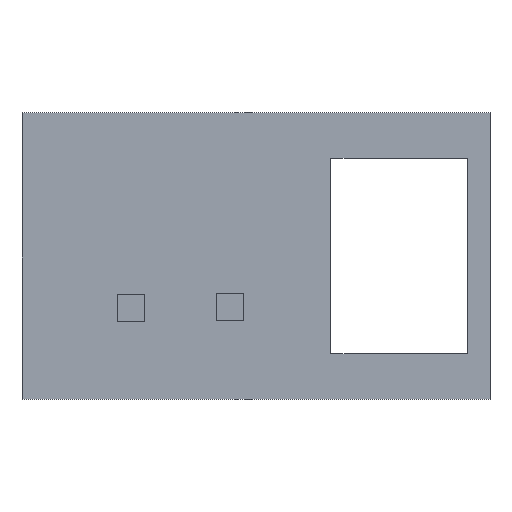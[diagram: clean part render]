
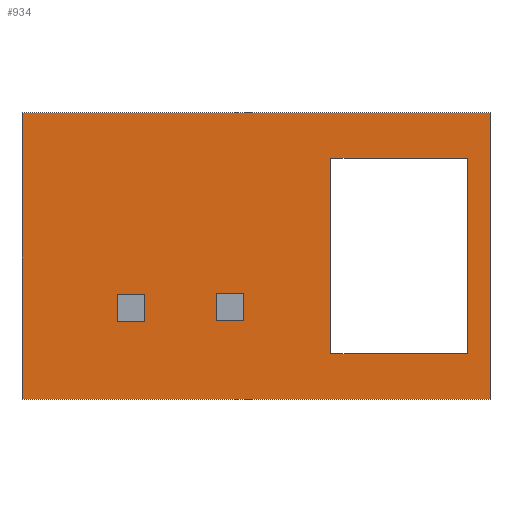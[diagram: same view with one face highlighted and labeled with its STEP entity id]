
A CAD part, top view. The second image highlights one B-rep face of the part: STEP entity #934.
In plain terms, the highlighted planar face has unit normal (0, 0, 1).
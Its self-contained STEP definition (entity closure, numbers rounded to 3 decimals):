
#6 = VERTEX_POINT ( 'NONE', #309 ) ;
#15 = EDGE_CURVE ( 'NONE', #632, #657, #319, .T. ) ;
#26 = LINE ( 'NONE', #43, #516 ) ;
#41 = VECTOR ( 'NONE', #214, 1000. ) ;
#43 = CARTESIAN_POINT ( 'NONE',  ( 0., 215., 3. ) ) ;
#54 = VECTOR ( 'NONE', #167, 1000. ) ;
#73 = VECTOR ( 'NONE', #419, 1000. ) ;
#75 = DIRECTION ( 'NONE',  ( -1., 0., 0. ) ) ;
#79 = FACE_BOUND ( 'NONE', #155, .T. ) ;
#82 = ORIENTED_EDGE ( 'NONE', *, *, #400, .T. ) ;
#93 = VERTEX_POINT ( 'NONE', #177 ) ;
#97 = DIRECTION ( 'NONE',  ( -1., 0., 0. ) ) ;
#106 = VERTEX_POINT ( 'NONE', #546 ) ;
#108 = EDGE_CURVE ( 'NONE', #169, #725, #330, .T. ) ;
#120 = ORIENTED_EDGE ( 'NONE', *, *, #192, .T. ) ;
#123 = VECTOR ( 'NONE', #883, 1000. ) ;
#131 = CARTESIAN_POINT ( 'NONE',  ( 165., 215., 3. ) ) ;
#155 = EDGE_LOOP ( 'NONE', ( #389, #82, #460, #544 ) ) ;
#167 = DIRECTION ( 'NONE',  ( -1., 0., 0. ) ) ;
#169 = VERTEX_POINT ( 'NONE', #853 ) ;
#170 = DIRECTION ( 'NONE',  ( 0., -1., 0. ) ) ;
#174 = EDGE_CURVE ( 'NONE', #200, #6, #492, .T. ) ;
#177 = CARTESIAN_POINT ( 'NONE',  ( -515., -315., 3. ) ) ;
#182 = LINE ( 'NONE', #333, #681 ) ;
#192 = EDGE_CURVE ( 'NONE', #386, #106, #666, .T. ) ;
#195 = VECTOR ( 'NONE', #783, 1000. ) ;
#200 = VERTEX_POINT ( 'NONE', #496 ) ;
#204 = EDGE_CURVE ( 'NONE', #6, #386, #721, .T. ) ;
#211 = VECTOR ( 'NONE', #920, 1000. ) ;
#213 = FACE_BOUND ( 'NONE', #353, .T. ) ;
#214 = DIRECTION ( 'NONE',  ( 1., 0., 0. ) ) ;
#216 = ORIENTED_EDGE ( 'NONE', *, *, #204, .T. ) ;
#217 = FACE_OUTER_BOUND ( 'NONE', #373, .T. ) ;
#233 = LINE ( 'NONE', #740, #123 ) ;
#236 = ORIENTED_EDGE ( 'NONE', *, *, #659, .T. ) ;
#258 = VERTEX_POINT ( 'NONE', #131 ) ;
#269 = CARTESIAN_POINT ( 'NONE',  ( -245., 0., 3. ) ) ;
#282 = EDGE_CURVE ( 'NONE', #453, #641, #575, .T. ) ;
#284 = VECTOR ( 'NONE', #742, 1000. ) ;
#293 = DIRECTION ( 'NONE',  ( 1., 0., 0. ) ) ;
#296 = ORIENTED_EDGE ( 'NONE', *, *, #735, .T. ) ;
#306 = LINE ( 'NONE', #591, #532 ) ;
#309 = CARTESIAN_POINT ( 'NONE',  ( -86.777, -82.543, 3. ) ) ;
#319 = LINE ( 'NONE', #889, #54 ) ;
#321 = AXIS2_PLACEMENT_3D ( 'NONE', #712, #358, #434 ) ;
#330 = LINE ( 'NONE', #772, #436 ) ;
#333 = CARTESIAN_POINT ( 'NONE',  ( -515., -315., 3. ) ) ;
#339 = DIRECTION ( 'NONE',  ( 1., 0., 0. ) ) ;
#350 = CARTESIAN_POINT ( 'NONE',  ( -515., 315., 3. ) ) ;
#353 = EDGE_LOOP ( 'NONE', ( #584, #922, #216, #120 ) ) ;
#358 = DIRECTION ( 'NONE',  ( 0., 0., -1. ) ) ;
#373 = EDGE_LOOP ( 'NONE', ( #763, #296, #236, #751 ) ) ;
#386 = VERTEX_POINT ( 'NONE', #537 ) ;
#389 = ORIENTED_EDGE ( 'NONE', *, *, #15, .T. ) ;
#399 = CARTESIAN_POINT ( 'NONE',  ( -305., -145., 3. ) ) ;
#400 = EDGE_CURVE ( 'NONE', #657, #258, #729, .T. ) ;
#415 = LINE ( 'NONE', #749, #73 ) ;
#419 = DIRECTION ( 'NONE',  ( 0., -1., 0. ) ) ;
#425 = ORIENTED_EDGE ( 'NONE', *, *, #282, .T. ) ;
#433 = VERTEX_POINT ( 'NONE', #877 ) ;
#434 = DIRECTION ( 'NONE',  ( -1., 0., 0. ) ) ;
#436 = VECTOR ( 'NONE', #487, 1000. ) ;
#447 = CARTESIAN_POINT ( 'NONE',  ( 465., 215., 3. ) ) ;
#448 = VERTEX_POINT ( 'NONE', #447 ) ;
#453 = VERTEX_POINT ( 'NONE', #462 ) ;
#454 = CARTESIAN_POINT ( 'NONE',  ( -305., -85., 3. ) ) ;
#460 = ORIENTED_EDGE ( 'NONE', *, *, #892, .T. ) ;
#462 = CARTESIAN_POINT ( 'NONE',  ( -245., -145., 3. ) ) ;
#467 = CARTESIAN_POINT ( 'NONE',  ( 165., -215., 3. ) ) ;
#477 = DIRECTION ( 'NONE',  ( 0., 1., 0. ) ) ;
#482 = LINE ( 'NONE', #350, #776 ) ;
#487 = DIRECTION ( 'NONE',  ( 0., 1., 0. ) ) ;
#492 = LINE ( 'NONE', #551, #604 ) ;
#496 = CARTESIAN_POINT ( 'NONE',  ( -86.777, -142.543, 3. ) ) ;
#499 = PLANE ( 'NONE',  #321 ) ;
#508 = CARTESIAN_POINT ( 'NONE',  ( 0., -82.543, 3. ) ) ;
#516 = VECTOR ( 'NONE', #339, 1000. ) ;
#526 = EDGE_CURVE ( 'NONE', #106, #200, #306, .T. ) ;
#532 = VECTOR ( 'NONE', #75, 1000. ) ;
#537 = CARTESIAN_POINT ( 'NONE',  ( -26.777, -82.543, 3. ) ) ;
#538 = VERTEX_POINT ( 'NONE', #454 ) ;
#543 = EDGE_CURVE ( 'NONE', #538, #433, #233, .T. ) ;
#544 = ORIENTED_EDGE ( 'NONE', *, *, #878, .T. ) ;
#546 = CARTESIAN_POINT ( 'NONE',  ( -26.777, -142.543, 3. ) ) ;
#551 = CARTESIAN_POINT ( 'NONE',  ( -86.777, 0., 3. ) ) ;
#554 = EDGE_CURVE ( 'NONE', #93, #169, #577, .T. ) ;
#557 = ORIENTED_EDGE ( 'NONE', *, *, #785, .T. ) ;
#565 = DIRECTION ( 'NONE',  ( -1., 0., 0. ) ) ;
#575 = LINE ( 'NONE', #645, #622 ) ;
#577 = LINE ( 'NONE', #653, #586 ) ;
#579 = CARTESIAN_POINT ( 'NONE',  ( -26.777, 0., 3. ) ) ;
#584 = ORIENTED_EDGE ( 'NONE', *, *, #526, .T. ) ;
#586 = VECTOR ( 'NONE', #293, 1000. ) ;
#591 = CARTESIAN_POINT ( 'NONE',  ( 0., -142.543, 3. ) ) ;
#604 = VECTOR ( 'NONE', #779, 1000. ) ;
#622 = VECTOR ( 'NONE', #565, 1000. ) ;
#632 = VERTEX_POINT ( 'NONE', #907 ) ;
#641 = VERTEX_POINT ( 'NONE', #399 ) ;
#645 = CARTESIAN_POINT ( 'NONE',  ( 0., -145., 3. ) ) ;
#653 = CARTESIAN_POINT ( 'NONE',  ( -515., -315., 3. ) ) ;
#654 = EDGE_CURVE ( 'NONE', #641, #538, #674, .T. ) ;
#657 = VERTEX_POINT ( 'NONE', #467 ) ;
#659 = EDGE_CURVE ( 'NONE', #885, #93, #182, .T. ) ;
#666 = LINE ( 'NONE', #579, #195 ) ;
#674 = LINE ( 'NONE', #838, #897 ) ;
#681 = VECTOR ( 'NONE', #170, 1000. ) ;
#683 = ORIENTED_EDGE ( 'NONE', *, *, #654, .T. ) ;
#703 = CARTESIAN_POINT ( 'NONE',  ( -515., 315., 3. ) ) ;
#712 = CARTESIAN_POINT ( 'NONE',  ( 0., 0., 3. ) ) ;
#721 = LINE ( 'NONE', #508, #41 ) ;
#725 = VERTEX_POINT ( 'NONE', #770 ) ;
#729 = LINE ( 'NONE', #754, #284 ) ;
#735 = EDGE_CURVE ( 'NONE', #725, #885, #482, .T. ) ;
#740 = CARTESIAN_POINT ( 'NONE',  ( 0., -85., 3. ) ) ;
#742 = DIRECTION ( 'NONE',  ( 0., 1., 0. ) ) ;
#749 = CARTESIAN_POINT ( 'NONE',  ( 465., 0., 3. ) ) ;
#751 = ORIENTED_EDGE ( 'NONE', *, *, #554, .T. ) ;
#754 = CARTESIAN_POINT ( 'NONE',  ( 165., 0., 3. ) ) ;
#763 = ORIENTED_EDGE ( 'NONE', *, *, #108, .T. ) ;
#770 = CARTESIAN_POINT ( 'NONE',  ( 515., 315., 3. ) ) ;
#772 = CARTESIAN_POINT ( 'NONE',  ( 515., -315., 3. ) ) ;
#776 = VECTOR ( 'NONE', #97, 1000. ) ;
#779 = DIRECTION ( 'NONE',  ( 0., 1., 0. ) ) ;
#783 = DIRECTION ( 'NONE',  ( 0., -1., 0. ) ) ;
#785 = EDGE_CURVE ( 'NONE', #433, #453, #916, .T. ) ;
#838 = CARTESIAN_POINT ( 'NONE',  ( -305., 0., 3. ) ) ;
#853 = CARTESIAN_POINT ( 'NONE',  ( 515., -315., 3. ) ) ;
#877 = CARTESIAN_POINT ( 'NONE',  ( -245., -85., 3. ) ) ;
#878 = EDGE_CURVE ( 'NONE', #448, #632, #415, .T. ) ;
#883 = DIRECTION ( 'NONE',  ( 1., 0., 0. ) ) ;
#885 = VERTEX_POINT ( 'NONE', #703 ) ;
#889 = CARTESIAN_POINT ( 'NONE',  ( 0., -215., 3. ) ) ;
#892 = EDGE_CURVE ( 'NONE', #258, #448, #26, .T. ) ;
#895 = EDGE_LOOP ( 'NONE', ( #918, #557, #425, #683 ) ) ;
#897 = VECTOR ( 'NONE', #477, 1000. ) ;
#907 = CARTESIAN_POINT ( 'NONE',  ( 465., -215., 3. ) ) ;
#916 = LINE ( 'NONE', #269, #211 ) ;
#918 = ORIENTED_EDGE ( 'NONE', *, *, #543, .T. ) ;
#920 = DIRECTION ( 'NONE',  ( 0., -1., 0. ) ) ;
#922 = ORIENTED_EDGE ( 'NONE', *, *, #174, .T. ) ;
#932 = FACE_BOUND ( 'NONE', #895, .T. ) ;
#934 = ADVANCED_FACE ( 'NONE', ( #932, #213, #79, #217 ), #499, .F. ) ;
